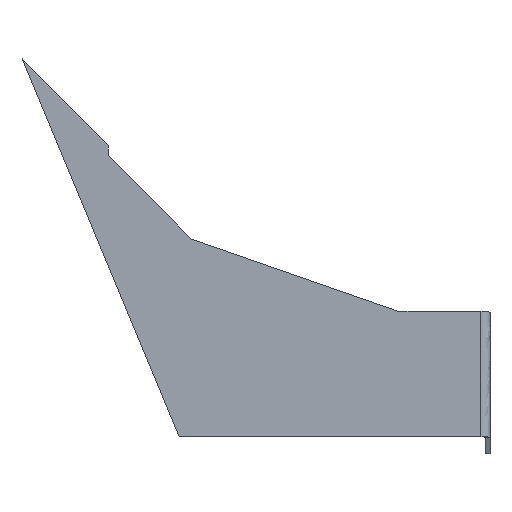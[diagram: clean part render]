
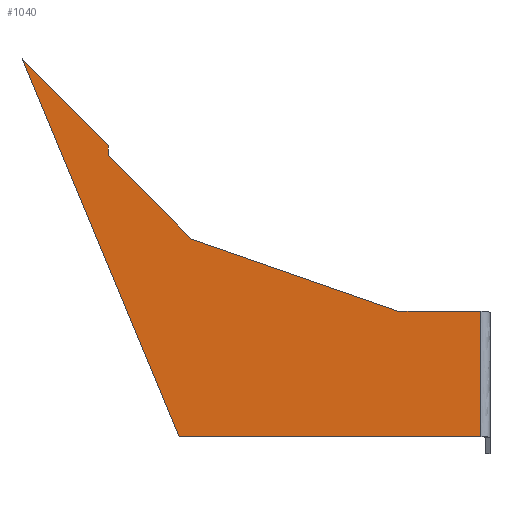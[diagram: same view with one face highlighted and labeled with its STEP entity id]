
A CAD part, top view. The second image highlights one B-rep face of the part: STEP entity #1040.
In plain terms, the highlighted free-form (B-spline) face has degree [1, 1] with [2, 2] control points.
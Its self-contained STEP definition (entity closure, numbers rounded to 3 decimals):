
#9 = CARTESIAN_POINT ( 'NONE',  ( 3635.467, 13534.301, 0. ) ) ;
#41 = CARTESIAN_POINT ( 'NONE',  ( 3744.594, 13411.331, 0. ) ) ;
#89 = FACE_OUTER_BOUND ( 'NONE', #253, .T. ) ;
#91 = CARTESIAN_POINT ( 'NONE',  ( 3671.843, 13484.961, 0. ) ) ;
#98 = B_SPLINE_CURVE_WITH_KNOTS ( 'NONE', 1,
 ( #364, #9 ),
 .UNSPECIFIED., .F., .F.,
 ( 2, 2 ),
 ( 0., 1. ),
 .UNSPECIFIED. ) ;
#103 = B_SPLINE_CURVE_WITH_KNOTS ( 'NONE', 3,
 ( #256, #342, #684, #264 ),
 .UNSPECIFIED., .F., .F.,
 ( 4, 4 ),
 ( 0., 1. ),
 .UNSPECIFIED. ) ;
#105 = CARTESIAN_POINT ( 'NONE',  ( 3744.594, 13411.331, 0. ) ) ;
#180 = CARTESIAN_POINT ( 'NONE',  ( 4126.586, 13316.007, 0. ) ) ;
#208 = B_SPLINE_CURVE_WITH_KNOTS ( 'NONE', 1,
 ( #577, #670 ),
 .UNSPECIFIED., .F., .F.,
 ( 2, 2 ),
 ( 0., 1. ),
 .UNSPECIFIED. ) ;
#209 = B_SPLINE_CURVE_WITH_KNOTS ( 'NONE', 1,
 ( #427, #336 ),
 .UNSPECIFIED., .F., .F.,
 ( 2, 2 ),
 ( 0., 1. ),
 .UNSPECIFIED. ) ;
#212 = CARTESIAN_POINT ( 'NONE',  ( 4018.453, 13316.007, 0. ) ) ;
#215 = B_SPLINE_SURFACE_WITH_KNOTS ( 'NONE', 1, 1, ( 
 ( #858, #1035 ),
 ( #280, #935 ) ),
 .UNSPECIFIED., .F., .F., .F.,
 ( 2, 2 ),
 ( 2, 2 ),
 ( 0., 1. ),
 ( 0., 1. ),
 .UNSPECIFIED. ) ;
#218 = VERTEX_POINT ( 'NONE', #225 ) ;
#225 = CARTESIAN_POINT ( 'NONE',  ( 3521.427, 13649.719, 0. ) ) ;
#227 = VERTEX_POINT ( 'NONE', #486 ) ;
#228 = CARTESIAN_POINT ( 'NONE',  ( 3635.467, 13534.301, 0. ) ) ;
#246 = ORIENTED_EDGE ( 'NONE', *, *, #1054, .T. ) ;
#253 = EDGE_LOOP ( 'NONE', ( #736, #403, #731, #286, #419, #246, #907, #358 ) ) ;
#256 = CARTESIAN_POINT ( 'NONE',  ( 3521.427, 13649.719, 0. ) ) ;
#258 = B_SPLINE_CURVE_WITH_KNOTS ( 'NONE', 3,
 ( #105, #275, #91, #449 ),
 .UNSPECIFIED., .F., .F.,
 ( 4, 4 ),
 ( 0., 1. ),
 .UNSPECIFIED. ) ;
#264 = CARTESIAN_POINT ( 'NONE',  ( 3728.631, 13151.001, 0. ) ) ;
#271 = CARTESIAN_POINT ( 'NONE',  ( 3635.467, 13521.776, 0. ) ) ;
#275 = CARTESIAN_POINT ( 'NONE',  ( 3708.218, 13448.146, 0. ) ) ;
#280 = CARTESIAN_POINT ( 'NONE',  ( 3521.427, 13649.719, 0. ) ) ;
#286 = ORIENTED_EDGE ( 'NONE', *, *, #583, .T. ) ;
#288 = EDGE_CURVE ( 'NONE', #711, #227, #923, .T. ) ;
#302 = VERTEX_POINT ( 'NONE', #614 ) ;
#303 = CARTESIAN_POINT ( 'NONE',  ( 3597.454, 13572.774, 0. ) ) ;
#336 = CARTESIAN_POINT ( 'NONE',  ( 4126.586, 13151.001, 0. ) ) ;
#342 = CARTESIAN_POINT ( 'NONE',  ( 3590.495, 13483.48, 0. ) ) ;
#348 = CARTESIAN_POINT ( 'NONE',  ( 3728.631, 13151.001, 0. ) ) ;
#358 = ORIENTED_EDGE ( 'NONE', *, *, #460, .T. ) ;
#364 = CARTESIAN_POINT ( 'NONE',  ( 3635.467, 13521.776, 0. ) ) ;
#371 = EDGE_CURVE ( 'NONE', #505, #302, #209, .T. ) ;
#403 = ORIENTED_EDGE ( 'NONE', *, *, #635, .T. ) ;
#419 = ORIENTED_EDGE ( 'NONE', *, *, #1020, .T. ) ;
#427 = CARTESIAN_POINT ( 'NONE',  ( 3728.631, 13151.001, 0. ) ) ;
#449 = CARTESIAN_POINT ( 'NONE',  ( 3635.467, 13521.776, 0. ) ) ;
#458 = VERTEX_POINT ( 'NONE', #855 ) ;
#460 = EDGE_CURVE ( 'NONE', #218, #505, #103, .T. ) ;
#465 = B_SPLINE_CURVE_WITH_KNOTS ( 'NONE', 3,
 ( #212, #892, #632, #41 ),
 .UNSPECIFIED., .F., .F.,
 ( 4, 4 ),
 ( 0., 1. ),
 .UNSPECIFIED. ) ;
#486 = CARTESIAN_POINT ( 'NONE',  ( 4018.453, 13316.007, 0. ) ) ;
#505 = VERTEX_POINT ( 'NONE', #348 ) ;
#516 = VERTEX_POINT ( 'NONE', #271 ) ;
#519 = CARTESIAN_POINT ( 'NONE',  ( 4126.586, 13316.007, 0. ) ) ;
#522 = CARTESIAN_POINT ( 'NONE',  ( 3635.467, 13534.301, 0. ) ) ;
#577 = CARTESIAN_POINT ( 'NONE',  ( 4126.586, 13151.001, 0. ) ) ;
#583 = EDGE_CURVE ( 'NONE', #227, #458, #465, .T. ) ;
#614 = CARTESIAN_POINT ( 'NONE',  ( 4126.586, 13151.001, 0. ) ) ;
#632 = CARTESIAN_POINT ( 'NONE',  ( 3835.88, 13379.556, 0. ) ) ;
#635 = EDGE_CURVE ( 'NONE', #302, #711, #208, .T. ) ;
#653 = CARTESIAN_POINT ( 'NONE',  ( 3559.44, 13611.246, 0. ) ) ;
#670 = CARTESIAN_POINT ( 'NONE',  ( 4126.586, 13316.007, 0. ) ) ;
#684 = CARTESIAN_POINT ( 'NONE',  ( 3659.563, 13317.24, 0. ) ) ;
#711 = VERTEX_POINT ( 'NONE', #180 ) ;
#731 = ORIENTED_EDGE ( 'NONE', *, *, #288, .T. ) ;
#736 = ORIENTED_EDGE ( 'NONE', *, *, #371, .T. ) ;
#815 = EDGE_CURVE ( 'NONE', #994, #218, #909, .T. ) ;
#855 = CARTESIAN_POINT ( 'NONE',  ( 3744.594, 13411.331, 0. ) ) ;
#858 = CARTESIAN_POINT ( 'NONE',  ( 4126.586, 13649.719, 0. ) ) ;
#892 = CARTESIAN_POINT ( 'NONE',  ( 3927.166, 13347.782, 0. ) ) ;
#907 = ORIENTED_EDGE ( 'NONE', *, *, #815, .T. ) ;
#909 = B_SPLINE_CURVE_WITH_KNOTS ( 'NONE', 3,
 ( #228, #303, #653, #1053 ),
 .UNSPECIFIED., .F., .F.,
 ( 4, 4 ),
 ( 0., 1. ),
 .UNSPECIFIED. ) ;
#923 = B_SPLINE_CURVE_WITH_KNOTS ( 'NONE', 1,
 ( #519, #1010 ),
 .UNSPECIFIED., .F., .F.,
 ( 2, 2 ),
 ( 0., 1. ),
 .UNSPECIFIED. ) ;
#935 = CARTESIAN_POINT ( 'NONE',  ( 3521.427, 13151.001, 0. ) ) ;
#994 = VERTEX_POINT ( 'NONE', #522 ) ;
#1010 = CARTESIAN_POINT ( 'NONE',  ( 4018.453, 13316.007, 0. ) ) ;
#1020 = EDGE_CURVE ( 'NONE', #458, #516, #258, .T. ) ;
#1035 = CARTESIAN_POINT ( 'NONE',  ( 4126.586, 13151.001, 0. ) ) ;
#1040 = ADVANCED_FACE ( 'NONE', ( #89 ), #215, .T. ) ;
#1053 = CARTESIAN_POINT ( 'NONE',  ( 3521.427, 13649.719, 0. ) ) ;
#1054 = EDGE_CURVE ( 'NONE', #516, #994, #98, .T. ) ;
